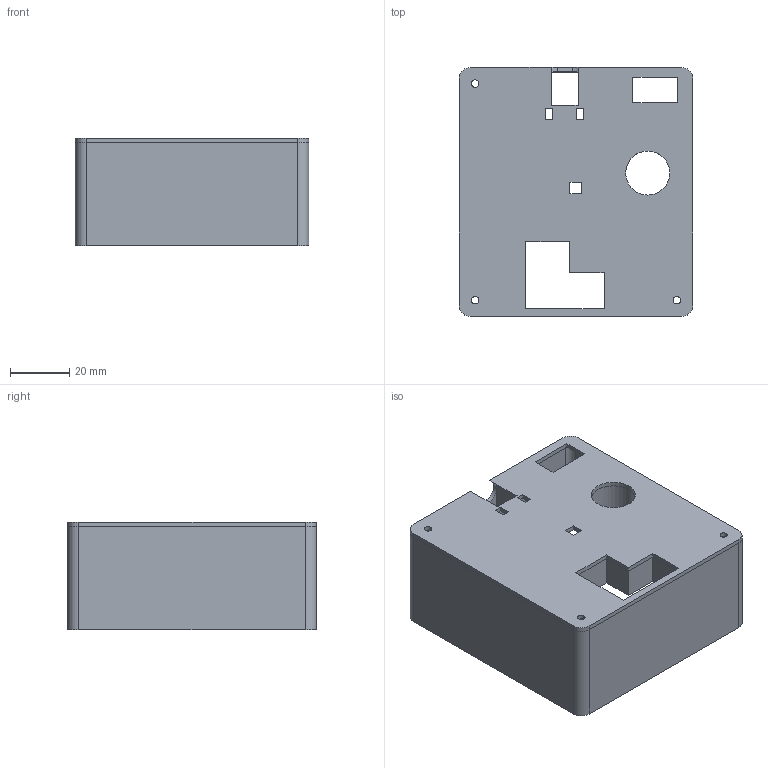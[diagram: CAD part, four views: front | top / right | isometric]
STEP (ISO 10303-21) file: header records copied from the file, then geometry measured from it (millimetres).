
FILE_DESCRIPTION(('FreeCAD Model'),'2;1');
FILE_NAME('Open CASCADE Shape Model','2024-08-25T00:09:38',(''),(''), 'Open CASCADE STEP processor 7.7','FreeCAD','Unknown');
FILE_SCHEMA(('AUTOMOTIVE_DESIGN { 1 0 10303 214 1 1 1 1 }'));
Length unit declared in the file: millimetre
Products named in the file (1): Body_Top
Bounding box: 78.66 x 83.74 x 36.3 mm (x, y, z)
Volume: 26055.5 mm3; surface area: 36536.1 mm2
Topology: 1 solids, 1 shells, 97 faces, 255 edges, 163 vertices
Faces by surface type: plane 69, cylinder 28
Full cylindrical faces by diameter (mm): 2.5 x6, 5.5 x3, 14.8 x2, 16.8 x1
Entity records: 3017 total; most frequent: CARTESIAN_POINT 516, ORIENTED_EDGE 510, DIRECTION 505, EDGE_CURVE 255, LINE 201, VECTOR 201, VERTEX_POINT 163, AXIS2_PLACEMENT_3D 152
